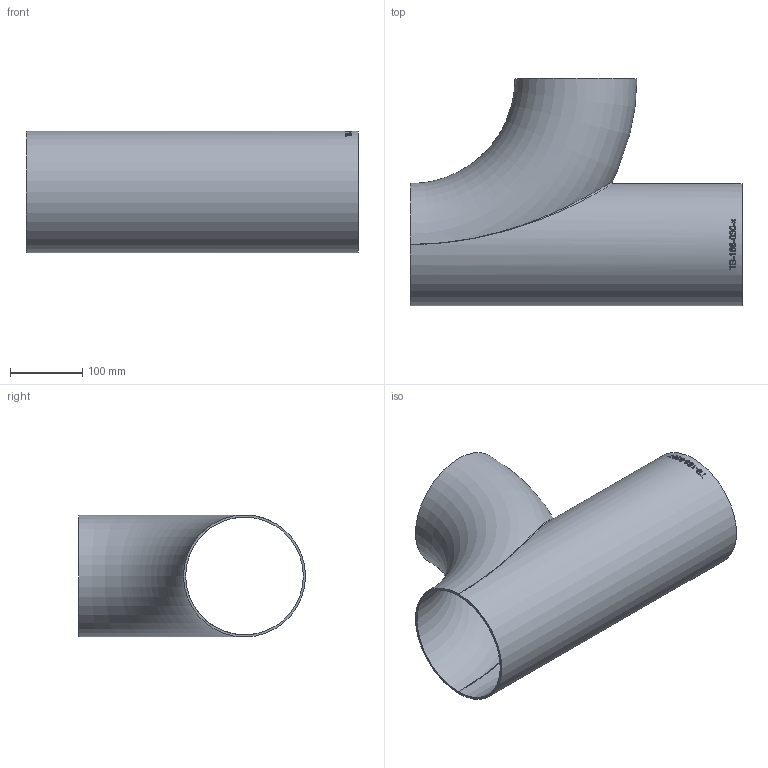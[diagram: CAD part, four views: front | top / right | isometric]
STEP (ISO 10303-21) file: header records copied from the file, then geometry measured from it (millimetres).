
FILE_DESCRIPTION (( 'STEP AP214' ), '1' );
FILE_NAME ('TB-168-030-x T-Bogen 2005.STEP', '2020-05-19T07:25:26', ( '' ), ( '' ), 'SwSTEP 2.0', 'SolidWorks 2019', '' );
FILE_SCHEMA (( 'AUTOMOTIVE_DESIGN' ));
Length unit declared in the file: millimetre
Products named in the file (1): TB-168-030-x T-Bogen 2005
Bounding box: 458 x 313.15 x 168.3 mm (x, y, z)
Volume: 921793.8 mm3; surface area: 616864.9 mm2
Topology: 1 solids, 1 shells, 158 faces, 414 edges, 271 vertices
Faces by surface type: bspline 94, plane 41, cylinder 21, torus 2
Full cylindrical faces by diameter (mm): 162.3 x1, 168.3 x1
Entity records: 28615 total; most frequent: CARTESIAN_POINT 23973, ORIENTED_EDGE 804, EDGE_CURVE 402, DIRECTION 295, B_SPLINE_CURVE_WITH_KNOTS 289, VERTEX_POINT 268, EDGE_LOOP 184, FACE_OUTER_BOUND 162
